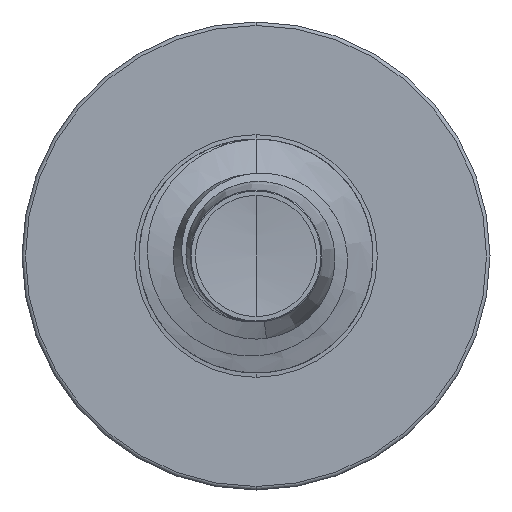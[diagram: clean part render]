
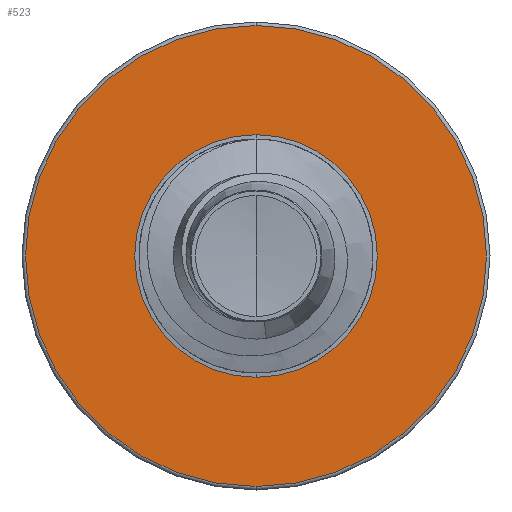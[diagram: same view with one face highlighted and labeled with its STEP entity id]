
A CAD part, front view. The second image highlights one B-rep face of the part: STEP entity #523.
In plain terms, the highlighted planar face has unit normal (0, -1, 0).
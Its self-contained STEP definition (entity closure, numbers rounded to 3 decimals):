
#523 = ADVANCED_FACE ( 'NONE', ( #7124, #3454 ), #10963, .F. ) ;
#1703 = AXIS2_PLACEMENT_3D ( 'NONE', #6866, #6854, #6847 ) ;
#1950 = AXIS2_PLACEMENT_3D ( 'NONE', #12567, #12564, #12552 ) ;
#3240 = ORIENTED_EDGE ( 'NONE', *, *, #14737, .T. ) ;
#3454 = FACE_BOUND ( 'NONE', #4704, .T. ) ;
#3723 = VERTEX_POINT ( 'NONE', #8199 ) ;
#4543 = CARTESIAN_POINT ( 'NONE',  ( 0., 7., 1.296 ) ) ;
#4704 = EDGE_LOOP ( 'NONE', ( #16662, #3240 ) ) ;
#6847 = DIRECTION ( 'NONE',  ( 0., 0., 1. ) ) ;
#6854 = DIRECTION ( 'NONE',  ( 0., 1., 0. ) ) ;
#6866 = CARTESIAN_POINT ( 'NONE',  ( 0., 7., 0. ) ) ;
#6919 = ORIENTED_EDGE ( 'NONE', *, *, #14566, .F. ) ;
#7054 = VERTEX_POINT ( 'NONE', #16820 ) ;
#7124 = FACE_OUTER_BOUND ( 'NONE', #10333, .T. ) ;
#7701 = DIRECTION ( 'NONE',  ( 0., 1., 0. ) ) ;
#7763 = CARTESIAN_POINT ( 'NONE',  ( 0., 7., -1.296 ) ) ;
#8001 = CIRCLE ( 'NONE', #17097, 2.463 ) ;
#8199 = CARTESIAN_POINT ( 'NONE',  ( 0., 7., -1.296 ) ) ;
#8504 = CIRCLE ( 'NONE', #17099, 1.296 ) ;
#9424 = CARTESIAN_POINT ( 'NONE',  ( 0., 7., -2.462 ) ) ;
#10333 = EDGE_LOOP ( 'NONE', ( #6919, #14129 ) ) ;
#10963 = PLANE ( 'NONE',  #13944 ) ;
#10980 = DIRECTION ( 'NONE',  ( 0., 0., 1. ) ) ;
#11507 = CIRCLE ( 'NONE', #1950, 2.463 ) ;
#12552 = DIRECTION ( 'NONE',  ( 0., 0., 1. ) ) ;
#12564 = DIRECTION ( 'NONE',  ( 0., 1., 0. ) ) ;
#12567 = CARTESIAN_POINT ( 'NONE',  ( 0., 7., 0. ) ) ;
#13145 = CIRCLE ( 'NONE', #1703, 1.296 ) ;
#13944 = AXIS2_PLACEMENT_3D ( 'NONE', #7763, #7701, #10980 ) ;
#13966 = VERTEX_POINT ( 'NONE', #4543 ) ;
#14129 = ORIENTED_EDGE ( 'NONE', *, *, #15338, .F. ) ;
#14566 = EDGE_CURVE ( 'NONE', #7054, #16900, #11507, .T. ) ;
#14737 = EDGE_CURVE ( 'NONE', #3723, #13966, #13145, .T. ) ;
#15336 = EDGE_CURVE ( 'NONE', #13966, #3723, #8504, .T. ) ;
#15338 = EDGE_CURVE ( 'NONE', #16900, #7054, #8001, .T. ) ;
#15509 = DIRECTION ( 'NONE',  ( 0., 0., 1. ) ) ;
#15519 = DIRECTION ( 'NONE',  ( 0., 1., 0. ) ) ;
#15532 = CARTESIAN_POINT ( 'NONE',  ( 0., 7., 0. ) ) ;
#15560 = DIRECTION ( 'NONE',  ( 0., 0., 1. ) ) ;
#15573 = DIRECTION ( 'NONE',  ( 0., 1., 0. ) ) ;
#15584 = CARTESIAN_POINT ( 'NONE',  ( 0., 7., 0. ) ) ;
#16662 = ORIENTED_EDGE ( 'NONE', *, *, #15336, .T. ) ;
#16820 = CARTESIAN_POINT ( 'NONE',  ( 0., 7., 2.463 ) ) ;
#16900 = VERTEX_POINT ( 'NONE', #9424 ) ;
#17097 = AXIS2_PLACEMENT_3D ( 'NONE', #15532, #15519, #15509 ) ;
#17099 = AXIS2_PLACEMENT_3D ( 'NONE', #15584, #15573, #15560 ) ;
